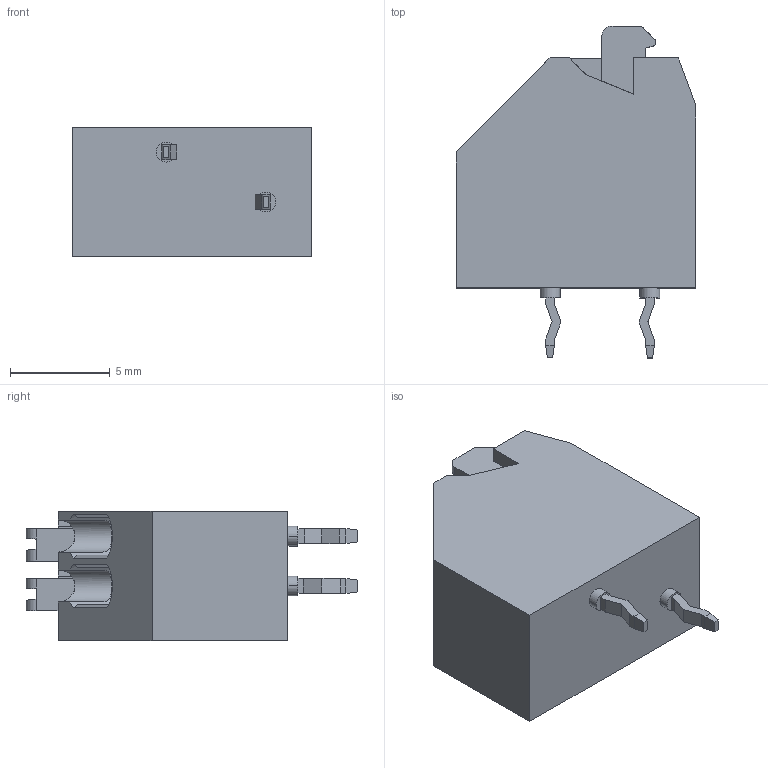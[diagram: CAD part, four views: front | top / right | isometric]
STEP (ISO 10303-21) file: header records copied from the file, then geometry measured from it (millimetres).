
FILE_DESCRIPTION(('SolidDesigner STEP Export'),'2;1');
FILE_NAME('ptsa_0.5-2-2.5-z.stp','2004-04-01T11:35:49',(''),(''),'OneSpaceDesigner STEP processor Version: 9.0 (March 2001)for AP214(CD)(Solid Model)','CoCreate OneSpaceDesigner: 11.50A 18-Jul-2002(C) CoCreate Software GmbH','');
FILE_SCHEMA(('AUTOMOTIVE_DESIGN_CC2 {1 2 10303 214 -1 1 5 1}'));
Length unit declared in the file: millimetre
Products named in the file (2): ptsa_0.5-2-2.5-z
Assembly tree (1 placements, depth 2):
  ptsa_0.5-2-2.5-z
    ptsa_0.5-2-2.5-z
Bounding box: 12 x 16.6 x 6.5 mm (x, y, z)
Volume: 769.8 mm3; surface area: 679.7 mm2
Topology: 1 solids, 1 shells, 183 faces, 478 edges, 306 vertices
Faces by surface type: plane 133, cylinder 46, cone 4
Entity records: 7168 total; most frequent: CARTESIAN_POINT 1333, ORIENTED_EDGE 956, DIRECTION 831, EDGE_CURVE 478, VECTOR 339, LINE 339, VERTEX_POINT 306, AXIS2_PLACEMENT_3D 246
